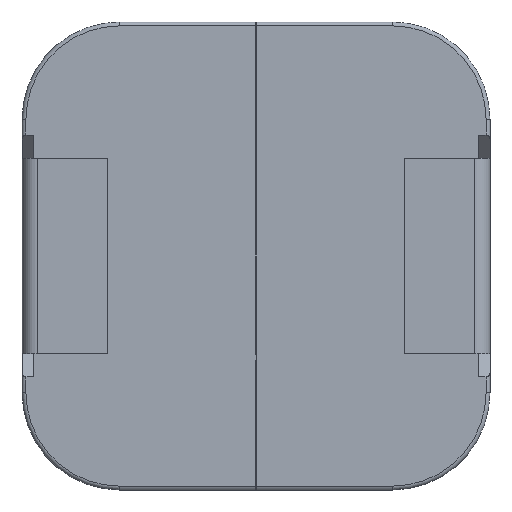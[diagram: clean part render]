
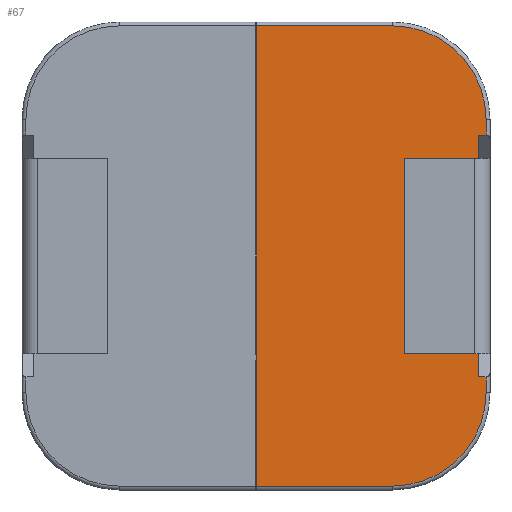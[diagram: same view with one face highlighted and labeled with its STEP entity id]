
A CAD part, front view. The second image highlights one B-rep face of the part: STEP entity #67.
In plain terms, the highlighted planar face has unit normal (0, -1, 0).
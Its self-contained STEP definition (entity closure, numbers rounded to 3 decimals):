
#67 = ADVANCED_FACE ( 'NONE', ( #401 ), #3117, .T. ) ;
#111 = CARTESIAN_POINT ( 'NONE',  ( 3.8, 0., -2.5 ) ) ;
#128 = CARTESIAN_POINT ( 'NONE',  ( 3.5, 0., -5.9 ) ) ;
#145 = ORIENTED_EDGE ( 'NONE', *, *, #1385, .F. ) ;
#153 = ORIENTED_EDGE ( 'NONE', *, *, #2733, .T. ) ;
#160 = DIRECTION ( 'NONE',  ( -1., 0., 0. ) ) ;
#205 = ORIENTED_EDGE ( 'NONE', *, *, #1562, .T. ) ;
#216 = CIRCLE ( 'NONE', #1915, 2.4 ) ;
#217 = VECTOR ( 'NONE', #569, 1000. ) ;
#219 = LINE ( 'NONE', #374, #341 ) ;
#222 = CARTESIAN_POINT ( 'NONE',  ( 5.7, 0., -3.1 ) ) ;
#292 = EDGE_LOOP ( 'NONE', ( #1755, #3405, #404, #792, #594, #2230, #205, #2632, #145, #153, #2961, #3229, #3006, #1971 ) ) ;
#341 = VECTOR ( 'NONE', #1759, 1000. ) ;
#370 = DIRECTION ( 'NONE',  ( 1., 0., 0. ) ) ;
#374 = CARTESIAN_POINT ( 'NONE',  ( 5.9, 0., 3.5 ) ) ;
#392 = CARTESIAN_POINT ( 'NONE',  ( 5.9, 0., -3.1 ) ) ;
#401 = FACE_OUTER_BOUND ( 'NONE', #292, .T. ) ;
#404 = ORIENTED_EDGE ( 'NONE', *, *, #1063, .F. ) ;
#427 = DIRECTION ( 'NONE',  ( 0., 0., -1. ) ) ;
#436 = EDGE_CURVE ( 'NONE', #756, #1368, #798, .T. ) ;
#439 = CARTESIAN_POINT ( 'NONE',  ( 0., 0., -5.9 ) ) ;
#446 = LINE ( 'NONE', #111, #1003 ) ;
#452 = CARTESIAN_POINT ( 'NONE',  ( 5.7, 0., 3.1 ) ) ;
#465 = CARTESIAN_POINT ( 'NONE',  ( 5.7, 0., -3.1 ) ) ;
#481 = DIRECTION ( 'NONE',  ( 1., 0., 0. ) ) ;
#522 = DIRECTION ( 'NONE',  ( 1., 0., 0. ) ) ;
#532 = LINE ( 'NONE', #3343, #1393 ) ;
#538 = LINE ( 'NONE', #452, #1490 ) ;
#569 = DIRECTION ( 'NONE',  ( 0., 0., 1. ) ) ;
#594 = ORIENTED_EDGE ( 'NONE', *, *, #2922, .T. ) ;
#606 = CARTESIAN_POINT ( 'NONE',  ( 5.7, 0., 3.1 ) ) ;
#609 = CARTESIAN_POINT ( 'NONE',  ( 5.7, 0., 3.1 ) ) ;
#700 = CARTESIAN_POINT ( 'NONE',  ( 5.6, 0., 2.5 ) ) ;
#736 = DIRECTION ( 'NONE',  ( 0., -1., 0. ) ) ;
#744 = CARTESIAN_POINT ( 'NONE',  ( 3.5, 0., -3.5 ) ) ;
#756 = VERTEX_POINT ( 'NONE', #609 ) ;
#760 = LINE ( 'NONE', #1157, #3370 ) ;
#792 = ORIENTED_EDGE ( 'NONE', *, *, #436, .F. ) ;
#798 = LINE ( 'NONE', #606, #2074 ) ;
#817 = CARTESIAN_POINT ( 'NONE',  ( 5.6, 0., -2.5 ) ) ;
#829 = DIRECTION ( 'NONE',  ( -1., 0., 0. ) ) ;
#886 = EDGE_CURVE ( 'NONE', #2930, #2896, #760, .T. ) ;
#905 = DIRECTION ( 'NONE',  ( 0., 0., 1. ) ) ;
#918 = EDGE_CURVE ( 'NONE', #2782, #2395, #446, .T. ) ;
#928 = CARTESIAN_POINT ( 'NONE',  ( 3.5, 0., 5.9 ) ) ;
#938 = EDGE_CURVE ( 'NONE', #1370, #2672, #2237, .T. ) ;
#1003 = VECTOR ( 'NONE', #905, 1000. ) ;
#1041 = VECTOR ( 'NONE', #2821, 1000. ) ;
#1063 = EDGE_CURVE ( 'NONE', #1368, #2395, #3283, .T. ) ;
#1157 = CARTESIAN_POINT ( 'NONE',  ( 0., 0., 5.9 ) ) ;
#1170 = DIRECTION ( 'NONE',  ( -1., 0., 0. ) ) ;
#1231 = CARTESIAN_POINT ( 'NONE',  ( 3.8, 0., -2.5 ) ) ;
#1345 = EDGE_CURVE ( 'NONE', #3154, #2782, #1651, .T. ) ;
#1368 = VERTEX_POINT ( 'NONE', #2461 ) ;
#1370 = VERTEX_POINT ( 'NONE', #1937 ) ;
#1385 = EDGE_CURVE ( 'NONE', #2827, #2896, #1867, .T. ) ;
#1393 = VECTOR ( 'NONE', #2032, 1000. ) ;
#1490 = VECTOR ( 'NONE', #3046, 1000. ) ;
#1503 = VERTEX_POINT ( 'NONE', #3432 ) ;
#1514 = DIRECTION ( 'NONE',  ( 0., -1., 0. ) ) ;
#1531 = VECTOR ( 'NONE', #370, 1000. ) ;
#1536 = CARTESIAN_POINT ( 'NONE',  ( 3.5, 0., 3.5 ) ) ;
#1539 = VERTEX_POINT ( 'NONE', #2052 ) ;
#1544 = EDGE_CURVE ( 'NONE', #2235, #2672, #2726, .T. ) ;
#1562 = EDGE_CURVE ( 'NONE', #1503, #2930, #216, .T. ) ;
#1585 = VECTOR ( 'NONE', #160, 1000. ) ;
#1651 = LINE ( 'NONE', #817, #2263 ) ;
#1700 = AXIS2_PLACEMENT_3D ( 'NONE', #1726, #2284, #522 ) ;
#1722 = CARTESIAN_POINT ( 'NONE',  ( 5.9, 0., 0. ) ) ;
#1726 = CARTESIAN_POINT ( 'NONE',  ( 3.5, 0., -3.5 ) ) ;
#1755 = ORIENTED_EDGE ( 'NONE', *, *, #1345, .T. ) ;
#1759 = DIRECTION ( 'NONE',  ( 0., 0., 1. ) ) ;
#1867 = LINE ( 'NONE', #3246, #217 ) ;
#1915 = AXIS2_PLACEMENT_3D ( 'NONE', #1536, #736, #2621 ) ;
#1937 = CARTESIAN_POINT ( 'NONE',  ( 5.9, 0., -3.5 ) ) ;
#1971 = ORIENTED_EDGE ( 'NONE', *, *, #3168, .F. ) ;
#2032 = DIRECTION ( 'NONE',  ( 0., 0., -1. ) ) ;
#2050 = LINE ( 'NONE', #128, #1531 ) ;
#2052 = CARTESIAN_POINT ( 'NONE',  ( 3.5, 0., -5.9 ) ) ;
#2074 = VECTOR ( 'NONE', #427, 1000. ) ;
#2156 = EDGE_CURVE ( 'NONE', #2436, #1503, #219, .T. ) ;
#2230 = ORIENTED_EDGE ( 'NONE', *, *, #2156, .T. ) ;
#2235 = VERTEX_POINT ( 'NONE', #465 ) ;
#2237 = LINE ( 'NONE', #1722, #1041 ) ;
#2263 = VECTOR ( 'NONE', #829, 1000. ) ;
#2284 = DIRECTION ( 'NONE',  ( 0., -1., 0. ) ) ;
#2356 = DIRECTION ( 'NONE',  ( 0., 0., -1. ) ) ;
#2395 = VERTEX_POINT ( 'NONE', #2629 ) ;
#2420 = VECTOR ( 'NONE', #481, 1000. ) ;
#2436 = VERTEX_POINT ( 'NONE', #3204 ) ;
#2461 = CARTESIAN_POINT ( 'NONE',  ( 5.7, 0., 2.5 ) ) ;
#2554 = CARTESIAN_POINT ( 'NONE',  ( 5.7, 0., -2.5 ) ) ;
#2621 = DIRECTION ( 'NONE',  ( 0., 0., 1. ) ) ;
#2629 = CARTESIAN_POINT ( 'NONE',  ( 3.8, 0., 2.5 ) ) ;
#2632 = ORIENTED_EDGE ( 'NONE', *, *, #886, .T. ) ;
#2657 = AXIS2_PLACEMENT_3D ( 'NONE', #744, #1514, #2356 ) ;
#2672 = VERTEX_POINT ( 'NONE', #392 ) ;
#2726 = LINE ( 'NONE', #222, #2420 ) ;
#2733 = EDGE_CURVE ( 'NONE', #2827, #1539, #2050, .T. ) ;
#2782 = VERTEX_POINT ( 'NONE', #1231 ) ;
#2821 = DIRECTION ( 'NONE',  ( 0., 0., 1. ) ) ;
#2827 = VERTEX_POINT ( 'NONE', #439 ) ;
#2896 = VERTEX_POINT ( 'NONE', #3358 ) ;
#2922 = EDGE_CURVE ( 'NONE', #756, #2436, #538, .T. ) ;
#2930 = VERTEX_POINT ( 'NONE', #928 ) ;
#2961 = ORIENTED_EDGE ( 'NONE', *, *, #3210, .T. ) ;
#3006 = ORIENTED_EDGE ( 'NONE', *, *, #1544, .F. ) ;
#3046 = DIRECTION ( 'NONE',  ( 1., 0., 0. ) ) ;
#3117 = PLANE ( 'NONE',  #2657 ) ;
#3154 = VERTEX_POINT ( 'NONE', #2554 ) ;
#3168 = EDGE_CURVE ( 'NONE', #3154, #2235, #532, .T. ) ;
#3204 = CARTESIAN_POINT ( 'NONE',  ( 5.9, 0., 3.1 ) ) ;
#3210 = EDGE_CURVE ( 'NONE', #1539, #1370, #3297, .T. ) ;
#3229 = ORIENTED_EDGE ( 'NONE', *, *, #938, .T. ) ;
#3246 = CARTESIAN_POINT ( 'NONE',  ( 0., 0., -6. ) ) ;
#3283 = LINE ( 'NONE', #700, #1585 ) ;
#3297 = CIRCLE ( 'NONE', #1700, 2.4 ) ;
#3343 = CARTESIAN_POINT ( 'NONE',  ( 5.7, 0., 3.1 ) ) ;
#3358 = CARTESIAN_POINT ( 'NONE',  ( 0., 0., 5.9 ) ) ;
#3370 = VECTOR ( 'NONE', #1170, 1000. ) ;
#3405 = ORIENTED_EDGE ( 'NONE', *, *, #918, .T. ) ;
#3432 = CARTESIAN_POINT ( 'NONE',  ( 5.9, 0., 3.5 ) ) ;
